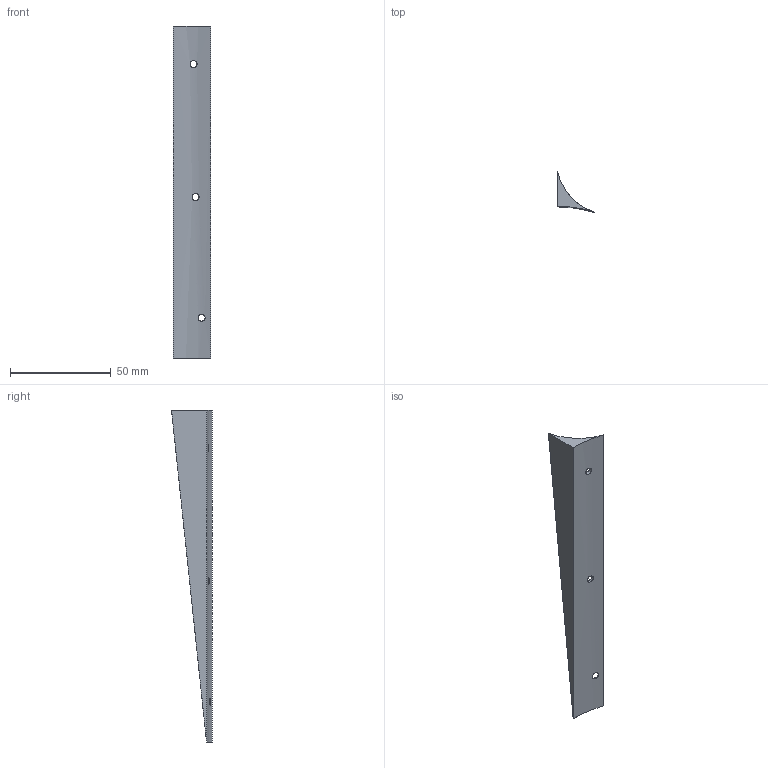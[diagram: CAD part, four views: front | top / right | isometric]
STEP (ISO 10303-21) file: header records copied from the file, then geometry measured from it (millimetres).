
FILE_DESCRIPTION(/* description */ ('','CAx-IF Rec.Pracs.---Representation and Presentation of Product Manufacturing Information (PMI)---4.0---2014-10-13'),/* implementation_level */ '2;1');
FILE_NAME(/* name */ 'fa2f94c8-16a9-4b4a-b0a1-6e7cf89e7134.stp',/* time_stamp */ '2024-10-25T17:17:11Z',/* author */ (''),/* organization */ (''),/* preprocessor_version */ 'ST-DEVELOPER v20',/* originating_system */ 'Autodesk Translation Framework v13.20.0.188',/* authorisation */ '');
FILE_SCHEMA (('AP242_MANAGED_MODEL_BASED_3D_ENGINEERING_MIM_LF { 1 0 10303 442 1 1 4 }'));
Length unit declared in the file: millimetre
Products named in the file (1): support ailerons
Bounding box: 18.48 x 20.33 x 165 mm (x, y, z)
Volume: 10305.6 mm3; surface area: 8456.3 mm2
Topology: 1 solids, 1 shells, 10 faces, 28 edges, 20 vertices
Faces by surface type: cylinder 5, plane 5
Full cylindrical faces by diameter (mm): 3.5 x3
Entity records: 565 total; most frequent: CARTESIAN_POINT 270, ORIENTED_EDGE 56, DIRECTION 46, EDGE_CURVE 28, VERTEX_POINT 20, AXIS2_PLACEMENT_3D 18, EDGE_LOOP 16, B_SPLINE_CURVE_WITH_KNOTS 11
